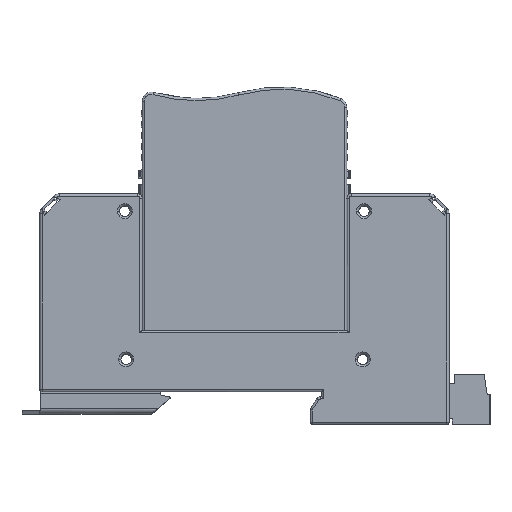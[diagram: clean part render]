
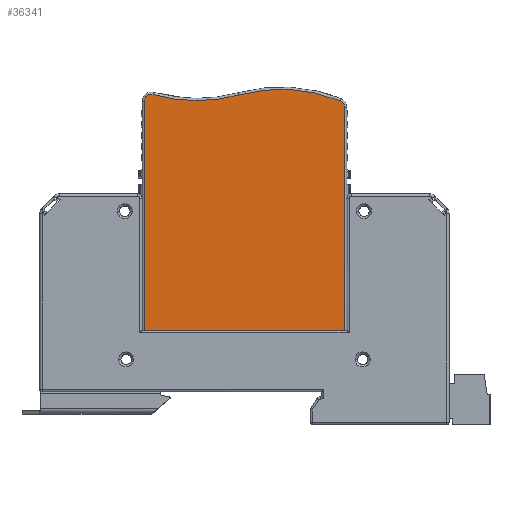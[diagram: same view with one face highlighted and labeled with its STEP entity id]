
A CAD part, top view. The second image highlights one B-rep face of the part: STEP entity #36341.
In plain terms, the highlighted face is planar.
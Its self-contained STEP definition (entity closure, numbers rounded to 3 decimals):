
#31964=DIRECTION('',(-1.,0.,0.));
#31965=VECTOR('',#31964,44.);
#31966=CARTESIAN_POINT('',(22.,-8.9,0.));
#31967=LINE('',#31966,#31965);
#31971=CARTESIAN_POINT('',(-20.5,-8.9,50.377));
#31972=DIRECTION('',(0.,1.,0.));
#31973=DIRECTION('',(-1.,0.,0.));
#31974=AXIS2_PLACEMENT_3D('',#31971,#31972,#31973);
#31979=CARTESIAN_POINT('',(-10.5,-8.9,86.));
#31980=DIRECTION('',(0.,-1.,0.));
#31981=DIRECTION('',(-0.27,0.,-0.963));
#31982=AXIS2_PLACEMENT_3D('',#31979,#31980,#31981);
#31987=CARTESIAN_POINT('',(8.04,-8.9,18.5));
#31988=DIRECTION('',(0.,1.,0.));
#31989=DIRECTION('',(-0.267,0.,0.964));
#31990=AXIS2_PLACEMENT_3D('',#31987,#31988,#31989);
#31995=CARTESIAN_POINT('',(20.5,-8.9,49.057));
#31996=DIRECTION('',(0.,1.,0.));
#31997=DIRECTION('',(0.378,0.,0.926));
#31998=AXIS2_PLACEMENT_3D('',#31995,#31996,#31997);
#32003=DIRECTION('',(0.,0.,1.));
#32004=VECTOR('',#32003,49.057);
#32005=CARTESIAN_POINT('',(22.,-8.9,0.));
#32006=LINE('',#32005,#32004);
#32702=DIRECTION('',(0.,0.,-1.));
#32703=VECTOR('',#32702,50.377);
#32704=CARTESIAN_POINT('',(-22.,-8.9,50.377));
#32705=LINE('',#32704,#32703);
#35728=CARTESIAN_POINT('',(22.,-8.9,0.));
#35729=CARTESIAN_POINT('',(22.,-8.9,49.057));
#35730=VERTEX_POINT('',#35728);
#35731=VERTEX_POINT('',#35729);
#35732=CARTESIAN_POINT('',(-22.,-8.9,0.));
#35733=VERTEX_POINT('',#35732);
#35734=CARTESIAN_POINT('',(-22.,-8.9,50.377));
#35735=VERTEX_POINT('',#35734);
#35736=CARTESIAN_POINT('',(-20.095,-8.9,51.821));
#35737=VERTEX_POINT('',#35736);
#35738=CARTESIAN_POINT('',(-1.156,-8.9,51.752));
#35739=VERTEX_POINT('',#35738);
#35740=CARTESIAN_POINT('',(21.066,-8.9,50.446));
#35741=VERTEX_POINT('',#35740);
#36320=CARTESIAN_POINT('',(0.,-8.9,0.));
#36321=DIRECTION('',(0.,1.,0.));
#36322=DIRECTION('',(-1.,0.,0.));
#36323=AXIS2_PLACEMENT_3D('',#36320,#36321,#36322);
#36324=PLANE('',#36323);
#36326=ORIENTED_EDGE('',*,*,#36325,.F.);
#36328=ORIENTED_EDGE('',*,*,#36327,.T.);
#36330=ORIENTED_EDGE('',*,*,#36329,.F.);
#36332=ORIENTED_EDGE('',*,*,#36331,.T.);
#36334=ORIENTED_EDGE('',*,*,#36333,.T.);
#36336=ORIENTED_EDGE('',*,*,#36335,.T.);
#36338=ORIENTED_EDGE('',*,*,#36337,.T.);
#36339=EDGE_LOOP('',(#36326,#36328,#36330,#36332,#36334,#36336,#36338));
#36340=FACE_OUTER_BOUND('',#36339,.F.);
#31975=CIRCLE('',#31974,1.5);
#31983=CIRCLE('',#31982,35.5);
#31991=CIRCLE('',#31990,34.5);
#31999=CIRCLE('',#31998,1.5);
#36325=EDGE_CURVE('',#35730,#35731,#32006,.T.);
#36327=EDGE_CURVE('',#35730,#35733,#31967,.T.);
#36329=EDGE_CURVE('',#35735,#35733,#32705,.T.);
#36331=EDGE_CURVE('',#35735,#35737,#31975,.T.);
#36333=EDGE_CURVE('',#35737,#35739,#31983,.T.);
#36335=EDGE_CURVE('',#35739,#35741,#31991,.T.);
#36337=EDGE_CURVE('',#35741,#35731,#31999,.T.);
#36341=ADVANCED_FACE('',(#36340),#36324,.F.);
